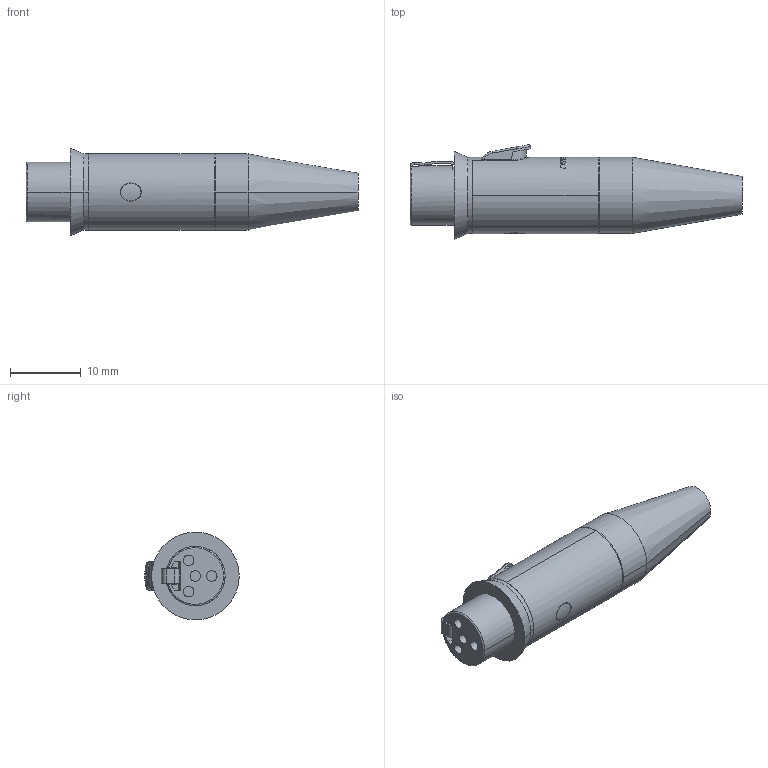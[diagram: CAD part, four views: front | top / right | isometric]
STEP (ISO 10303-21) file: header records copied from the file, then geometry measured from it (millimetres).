
FILE_DESCRIPTION((''),'2;1');
FILE_NAME('RT3FC-B-W','2021-04-30T',('xhp'),(''),'PRO/ENGINEER BY PARAMETRIC TECHNOLOGY CORPORATION, 2013040','PRO/ENGINEER BY PARAMETRIC TECHNOLOGY CORPORATION, 2013040','');
FILE_SCHEMA(('CONFIG_CONTROL_DESIGN'));
Length unit declared in the file: millimetre
Products named in the file (1): RT3FC-B-W
Bounding box: 46.91 x 13.35 x 12.39 mm (x, y, z)
Volume: 3497.5 mm3; surface area: 1719.6 mm2
Topology: 1 solids, 2 shells, 178 faces, 451 edges, 293 vertices
Faces by surface type: plane 113, cylinder 49, torus 5, cone 4, extrusion 4, bspline 3
Entity records: 6093 total; most frequent: CARTESIAN_POINT 1833, ORIENTED_EDGE 902, DIRECTION 831, EDGE_CURVE 451, AXIS2_PLACEMENT_3D 296, VERTEX_POINT 293, VECTOR 239, LINE 235
